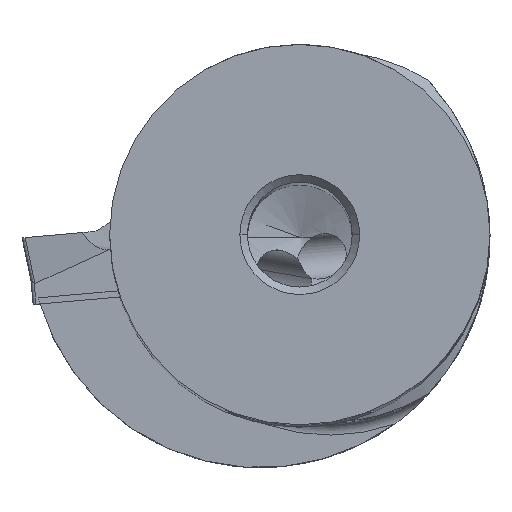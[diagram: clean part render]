
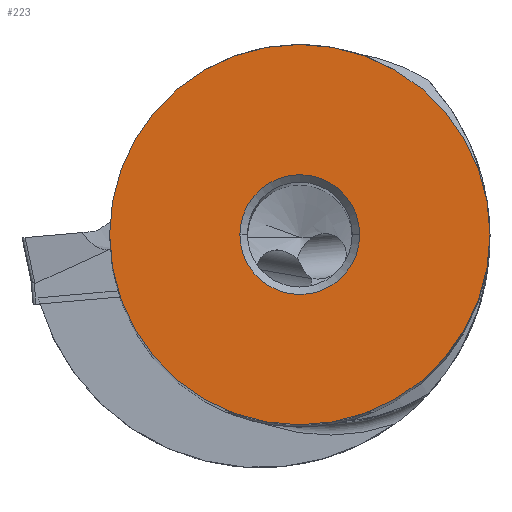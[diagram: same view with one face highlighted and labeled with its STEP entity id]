
A CAD part, top view. The second image highlights one B-rep face of the part: STEP entity #223.
In plain terms, the highlighted planar face has unit normal (0, 0, 1).
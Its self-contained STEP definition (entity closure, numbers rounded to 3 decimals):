
#59=FACE_BOUND('',#516,.T.);
#60=FACE_BOUND('',#517,.T.);
#223=ADVANCED_FACE('',(#59,#60),#313,.T.);
#313=PLANE('',#2842);
#516=EDGE_LOOP('',(#997,#998));
#517=EDGE_LOOP('',(#999,#1000));
#997=ORIENTED_EDGE('',*,*,#1819,.T.);
#998=ORIENTED_EDGE('',*,*,#1813,.T.);
#999=ORIENTED_EDGE('',*,*,#1824,.T.);
#1000=ORIENTED_EDGE('',*,*,#1825,.T.);
#1493=VERTEX_POINT('',#4778);
#1494=VERTEX_POINT('',#4780);
#1503=VERTEX_POINT('',#4802);
#1504=VERTEX_POINT('',#4803);
#1813=EDGE_CURVE('',#1494,#1493,#2164,.T.);
#1819=EDGE_CURVE('',#1493,#1494,#2165,.T.);
#1824=EDGE_CURVE('',#1503,#1504,#2166,.T.);
#1825=EDGE_CURVE('',#1504,#1503,#2167,.T.);
#2164=CIRCLE('',#2832,12.7);
#2165=CIRCLE('',#2836,12.7);
#2166=CIRCLE('',#2840,4.);
#2167=CIRCLE('',#2841,4.);
#2832=AXIS2_PLACEMENT_3D('',#4779,#3313,#3314);
#2836=AXIS2_PLACEMENT_3D('',#4791,#3324,#3325);
#2840=AXIS2_PLACEMENT_3D('',#4801,#3334,#3335);
#2841=AXIS2_PLACEMENT_3D('',#4804,#3336,#3337);
#2842=AXIS2_PLACEMENT_3D('',#4805,#3338,#3339);
#3313=DIRECTION('',(0.,0.,1.));
#3314=DIRECTION('',(-1.,0.,0.));
#3324=DIRECTION('',(0.,0.,1.));
#3325=DIRECTION('',(1.,0.,0.));
#3334=DIRECTION('',(0.,0.,-1.));
#3335=DIRECTION('',(1.,0.,0.));
#3336=DIRECTION('',(0.,0.,-1.));
#3337=DIRECTION('',(-1.,0.,0.));
#3338=DIRECTION('',(0.,0.,1.));
#3339=DIRECTION('',(-1.,0.,0.));
#4778=CARTESIAN_POINT('',(12.7,0.,0.));
#4779=CARTESIAN_POINT('',(0.,0.,0.));
#4780=CARTESIAN_POINT('',(-12.7,0.,0.));
#4791=CARTESIAN_POINT('',(0.,0.,0.));
#4801=CARTESIAN_POINT('',(0.,0.,0.));
#4802=CARTESIAN_POINT('',(4.,0.,0.));
#4803=CARTESIAN_POINT('',(-4.,0.,0.));
#4804=CARTESIAN_POINT('',(0.,0.,0.));
#4805=CARTESIAN_POINT('',(0.,0.,0.));
